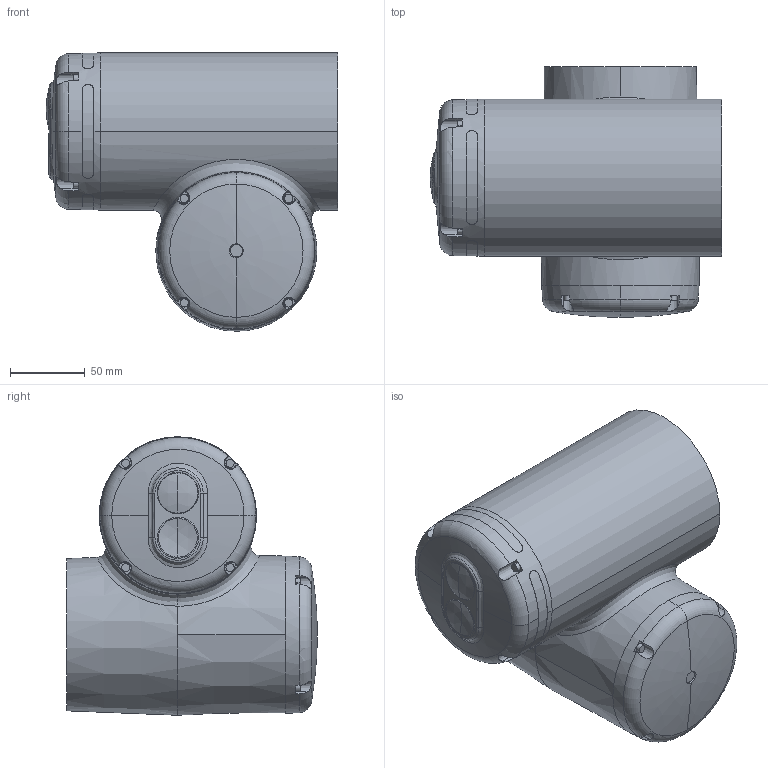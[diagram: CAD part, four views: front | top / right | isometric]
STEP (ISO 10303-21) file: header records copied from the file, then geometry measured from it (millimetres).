
FILE_DESCRIPTION (( 'STEP AP214' ), '1' );
FILE_NAME ('CRB15000_5kg-950_OmniCore_rev00_LINK5_CAD.step', '2021-01-29T06:10:46', ( '' ), ( '' ), 'SwSTEP 2.0', 'SolidWorks 2018', '' );
FILE_SCHEMA (( 'AUTOMOTIVE_DESIGN' ));
Length unit declared in the file: millimetre
Products named in the file (1): CRB15000_5kg-950_OmniCore_rev00_LINK5_CAD
Bounding box: 195.5 x 167.96 x 186.75 mm (x, y, z)
Volume: 3011554.9 mm3; surface area: 131937.1 mm2
Topology: 1 solids, 5 shells, 179 faces, 442 edges, 290 vertices
Faces by surface type: plane 48, bspline 42, cone 41, cylinder 36, torus 8, sphere 4
Entity records: 12021 total; most frequent: CARTESIAN_POINT 7724, ORIENTED_EDGE 884, DIRECTION 719, EDGE_CURVE 442, AXIS2_PLACEMENT_3D 322, VERTEX_POINT 290, EDGE_LOOP 196, CIRCLE 184
